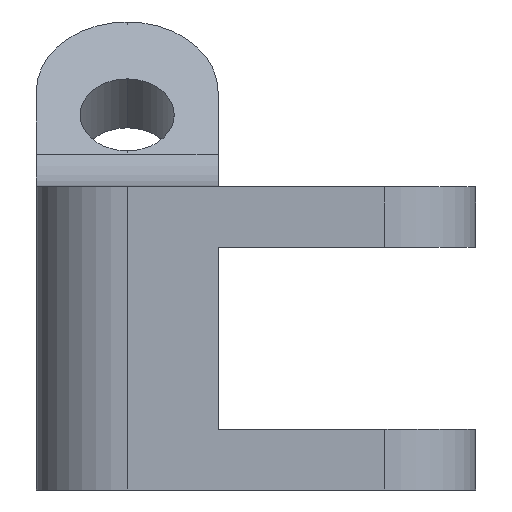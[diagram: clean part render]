
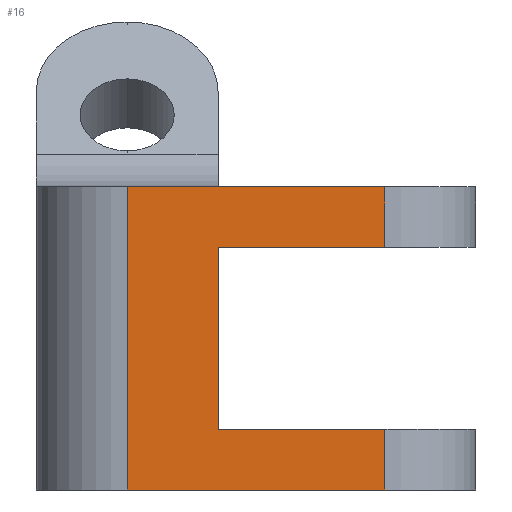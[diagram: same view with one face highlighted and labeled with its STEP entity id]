
A CAD part, left-side view. The second image highlights one B-rep face of the part: STEP entity #16.
In plain terms, the highlighted planar face has unit normal (-1, 0, 0).
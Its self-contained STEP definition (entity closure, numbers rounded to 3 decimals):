
#3 = LINE ( 'NONE', #1300, #160 ) ;
#10 = ORIENTED_EDGE ( 'NONE', *, *, #1306, .T. ) ;
#16 = ADVANCED_FACE ( 'NONE', ( #931 ), #1283, .F. ) ;
#100 = VERTEX_POINT ( 'NONE', #563 ) ;
#102 = DIRECTION ( 'NONE',  ( 1., 0., 0. ) ) ;
#105 = VECTOR ( 'NONE', #1213, 1000. ) ;
#116 = AXIS2_PLACEMENT_3D ( 'NONE', #1088, #102, #1387 ) ;
#147 = CARTESIAN_POINT ( 'NONE',  ( -6., -6., 16. ) ) ;
#152 = VECTOR ( 'NONE', #258, 1000. ) ;
#160 = VECTOR ( 'NONE', #256, 1000. ) ;
#170 = ORIENTED_EDGE ( 'NONE', *, *, #744, .T. ) ;
#183 = EDGE_CURVE ( 'NONE', #1144, #1018, #3, .T. ) ;
#189 = CARTESIAN_POINT ( 'NONE',  ( -6., 17., 20. ) ) ;
#202 = DIRECTION ( 'NONE',  ( 0., -1., 0. ) ) ;
#256 = DIRECTION ( 'NONE',  ( 0., 0., -1. ) ) ;
#258 = DIRECTION ( 'NONE',  ( 0., 0., -1. ) ) ;
#298 = CARTESIAN_POINT ( 'NONE',  ( -6., 11., 4. ) ) ;
#345 = ORIENTED_EDGE ( 'NONE', *, *, #1292, .F. ) ;
#362 = CARTESIAN_POINT ( 'NONE',  ( -6., 0., 4. ) ) ;
#373 = EDGE_CURVE ( 'NONE', #638, #988, #1265, .T. ) ;
#385 = EDGE_CURVE ( 'NONE', #1320, #1052, #984, .T. ) ;
#415 = LINE ( 'NONE', #1211, #1223 ) ;
#462 = VECTOR ( 'NONE', #926, 1000. ) ;
#482 = LINE ( 'NONE', #1120, #462 ) ;
#529 = CARTESIAN_POINT ( 'NONE',  ( -6., 0., 0. ) ) ;
#563 = CARTESIAN_POINT ( 'NONE',  ( -6., 0., 16. ) ) ;
#638 = VERTEX_POINT ( 'NONE', #1256 ) ;
#702 = VECTOR ( 'NONE', #1354, 1000. ) ;
#715 = ORIENTED_EDGE ( 'NONE', *, *, #183, .F. ) ;
#744 = EDGE_CURVE ( 'NONE', #638, #1220, #1262, .T. ) ;
#783 = CARTESIAN_POINT ( 'NONE',  ( -6., 17., 0. ) ) ;
#799 = ORIENTED_EDGE ( 'NONE', *, *, #385, .F. ) ;
#805 = CARTESIAN_POINT ( 'NONE',  ( -6., 17., 20. ) ) ;
#905 = CARTESIAN_POINT ( 'NONE',  ( -6., 0., 20. ) ) ;
#913 = CARTESIAN_POINT ( 'NONE',  ( -6., 11., 16. ) ) ;
#917 = ORIENTED_EDGE ( 'NONE', *, *, #1313, .F. ) ;
#926 = DIRECTION ( 'NONE',  ( 0., -1., 0. ) ) ;
#931 = FACE_OUTER_BOUND ( 'NONE', #1338, .T. ) ;
#941 = CARTESIAN_POINT ( 'NONE',  ( -6., 0., 20. ) ) ;
#945 = CARTESIAN_POINT ( 'NONE',  ( -6., 11., 4. ) ) ;
#948 = ORIENTED_EDGE ( 'NONE', *, *, #373, .F. ) ;
#949 = EDGE_CURVE ( 'NONE', #1052, #1144, #482, .T. ) ;
#984 = LINE ( 'NONE', #298, #702 ) ;
#988 = VERTEX_POINT ( 'NONE', #941 ) ;
#1011 = LINE ( 'NONE', #905, #152 ) ;
#1018 = VERTEX_POINT ( 'NONE', #529 ) ;
#1052 = VERTEX_POINT ( 'NONE', #945 ) ;
#1060 = ORIENTED_EDGE ( 'NONE', *, *, #949, .F. ) ;
#1088 = CARTESIAN_POINT ( 'NONE',  ( -6., 17., 20. ) ) ;
#1120 = CARTESIAN_POINT ( 'NONE',  ( -6., -6., 4. ) ) ;
#1123 = DIRECTION ( 'NONE',  ( 0., 1., 0. ) ) ;
#1144 = VERTEX_POINT ( 'NONE', #362 ) ;
#1211 = CARTESIAN_POINT ( 'NONE',  ( -6., 17., 0. ) ) ;
#1213 = DIRECTION ( 'NONE',  ( 0., 0., -1. ) ) ;
#1220 = VERTEX_POINT ( 'NONE', #783 ) ;
#1223 = VECTOR ( 'NONE', #1323, 1000. ) ;
#1230 = VECTOR ( 'NONE', #202, 1000. ) ;
#1256 = CARTESIAN_POINT ( 'NONE',  ( -6., 17., 20. ) ) ;
#1262 = LINE ( 'NONE', #805, #105 ) ;
#1265 = LINE ( 'NONE', #189, #1230 ) ;
#1283 = PLANE ( 'NONE',  #116 ) ;
#1287 = VECTOR ( 'NONE', #1123, 1000. ) ;
#1292 = EDGE_CURVE ( 'NONE', #988, #100, #1011, .T. ) ;
#1300 = CARTESIAN_POINT ( 'NONE',  ( -6., 0., 20. ) ) ;
#1306 = EDGE_CURVE ( 'NONE', #1220, #1018, #415, .T. ) ;
#1313 = EDGE_CURVE ( 'NONE', #100, #1320, #1326, .T. ) ;
#1320 = VERTEX_POINT ( 'NONE', #913 ) ;
#1323 = DIRECTION ( 'NONE',  ( 0., -1., 0. ) ) ;
#1326 = LINE ( 'NONE', #147, #1287 ) ;
#1338 = EDGE_LOOP ( 'NONE', ( #917, #345, #948, #170, #10, #715, #1060, #799 ) ) ;
#1354 = DIRECTION ( 'NONE',  ( 0., 0., -1. ) ) ;
#1387 = DIRECTION ( 'NONE',  ( 0., 1., 0. ) ) ;
